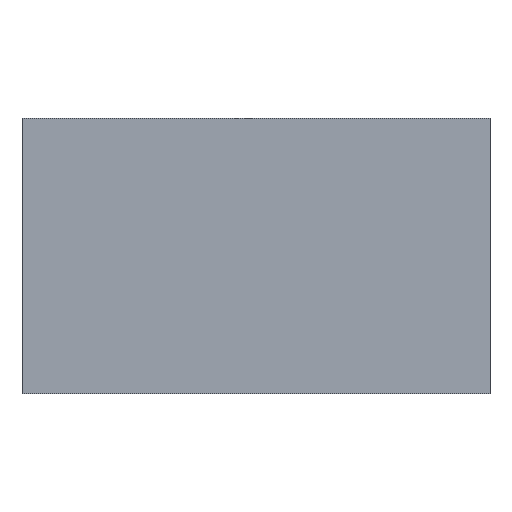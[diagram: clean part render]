
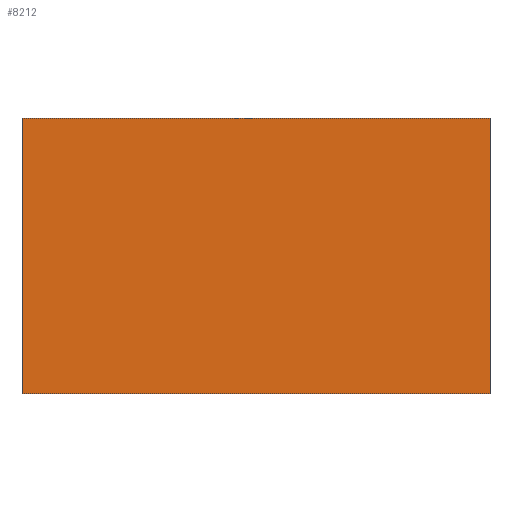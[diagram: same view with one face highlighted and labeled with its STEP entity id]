
A CAD part, left-side view. The second image highlights one B-rep face of the part: STEP entity #8212.
In plain terms, the highlighted planar face has unit normal (-1, 0, 0).
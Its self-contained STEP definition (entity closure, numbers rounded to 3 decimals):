
#495=PLANE('',#8652);
#911=FACE_OUTER_BOUND('',#1368,.T.);
#1368=EDGE_LOOP('',(#7287,#7288,#7289,#7290));
#2133=LINE('',#13623,#2932);
#2188=LINE('',#13996,#2987);
#2189=LINE('',#13998,#2988);
#2190=LINE('',#13999,#2989);
#2932=VECTOR('',#9879,10.);
#2987=VECTOR('',#10296,10.);
#2988=VECTOR('',#10297,10.);
#2989=VECTOR('',#10298,10.);
#3838=VERTEX_POINT('',#13619);
#3839=VERTEX_POINT('',#13621);
#3976=VERTEX_POINT('',#13995);
#3977=VERTEX_POINT('',#13997);
#4929=EDGE_CURVE('',#3838,#3839,#2133,.T.);
#5100=EDGE_CURVE('',#3976,#3838,#2188,.T.);
#5101=EDGE_CURVE('',#3977,#3839,#2189,.T.);
#5102=EDGE_CURVE('',#3976,#3977,#2190,.T.);
#7287=ORIENTED_EDGE('',*,*,#5100,.T.);
#7288=ORIENTED_EDGE('',*,*,#4929,.T.);
#7289=ORIENTED_EDGE('',*,*,#5101,.F.);
#7290=ORIENTED_EDGE('',*,*,#5102,.F.);
#8212=ADVANCED_FACE('',(#911),#495,.T.);
#8652=AXIS2_PLACEMENT_3D('',#13994,#10294,#10295);
#9879=DIRECTION('',(0.,0.,1.));
#10294=DIRECTION('center_axis',(-1.,0.,0.));
#10295=DIRECTION('ref_axis',(0.,-1.,0.));
#10296=DIRECTION('',(0.,-1.,0.));
#10297=DIRECTION('',(0.,-1.,0.));
#10298=DIRECTION('',(0.,0.,1.));
#13619=CARTESIAN_POINT('',(0.,0.,0.));
#13621=CARTESIAN_POINT('',(0.,0.,63.5));
#13623=CARTESIAN_POINT('',(0.,0.,0.));
#13994=CARTESIAN_POINT('Origin',(0.,107.95,0.));
#13995=CARTESIAN_POINT('',(0.,107.95,0.));
#13996=CARTESIAN_POINT('',(0.,107.95,0.));
#13997=CARTESIAN_POINT('',(0.,107.95,63.5));
#13998=CARTESIAN_POINT('',(0.,107.95,63.5));
#13999=CARTESIAN_POINT('',(0.,107.95,0.));
